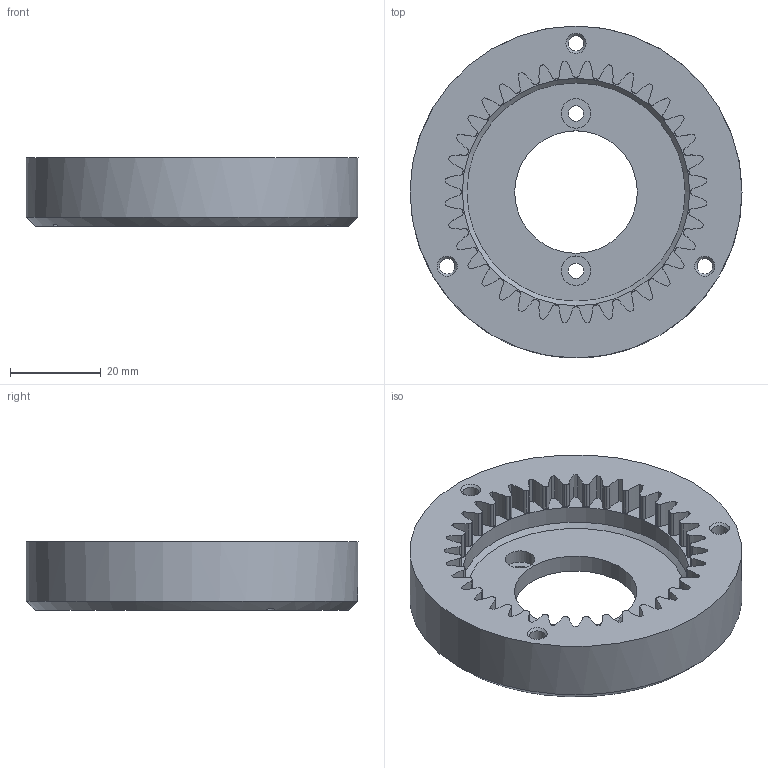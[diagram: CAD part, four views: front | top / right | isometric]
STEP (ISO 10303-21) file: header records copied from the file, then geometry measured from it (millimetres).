
FILE_DESCRIPTION(/* description */ ('STEP AP242','CAx-IF Rec.Pracs.---Representation and Presentation of Product Manufacturing Information (PMI)---4.0---2014-10-13','CAx-IF Rec.Pracs.---3D Tessellated Geometry---0.4---2014-09-14','2;1'),/* implementation_level */ '2;1');
FILE_NAME(/* name */ 'Planetary Gearbox Components - Bottom_Ring_Gear',/* time_stamp */ '2025-02-19T20:59:17Z',/* author */ (''),/* organization */ (''),/* preprocessor_version */ 'ST-DEVELOPER v20',/* originating_system */ 'ONSHAPE BY PTC INC, 1.193',/* authorisation */ ' ');
FILE_SCHEMA (('AP242_MANAGED_MODEL_BASED_3D_ENGINEERING_MIM_LF { 1 0 10303 442 1 1 4 }'));
Length unit declared in the file: metre
Products named in the file (1): Bottom_Ring_Gear
Bounding box: 73 x 73 x 15 mm (x, y, z)
Volume: 35802.1 mm3; surface area: 14060.9 mm2
Topology: 1 solids, 1 shells, 288 faces, 821 edges, 536 vertices
Faces by surface type: cylinder 157, bspline 72, plane 54, cone 5
Full cylindrical faces by diameter (mm): 3.4 x5, 4.4 x3, 6.5 x2, 26.95 x1, 50 x1, 73 x1
Entity records: 9977 total; most frequent: CARTESIAN_POINT 2710, ORIENTED_EDGE 1596, DIRECTION 1436, EDGE_CURVE 798, AXIS2_PLACEMENT_3D 568, VERTEX_POINT 531, CIRCLE 351, EDGE_LOOP 319
